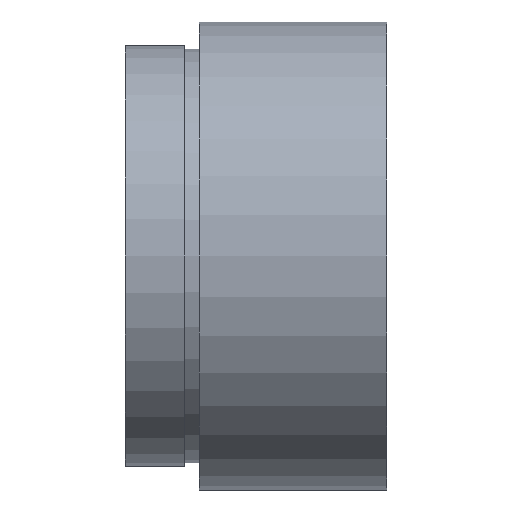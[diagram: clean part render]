
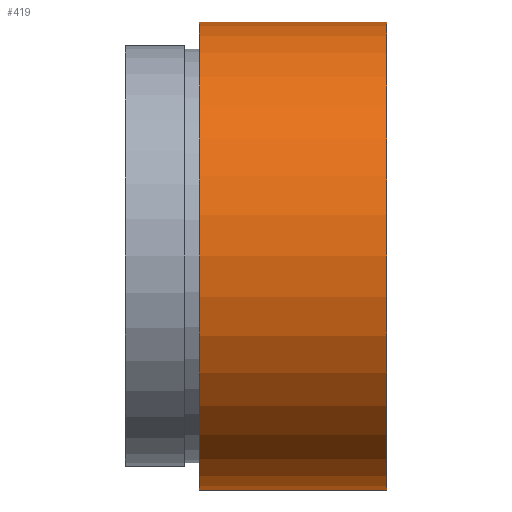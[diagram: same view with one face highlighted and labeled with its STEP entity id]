
A CAD part, left-side view. The second image highlights one B-rep face of the part: STEP entity #419.
In plain terms, the highlighted cylindrical face has radius 15.85 mm (diameter 31.7 mm), a partial arc.
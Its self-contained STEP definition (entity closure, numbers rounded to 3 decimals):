
#9 = ORIENTED_EDGE ( 'NONE', *, *, #73, .T. ) ;
#37 = VERTEX_POINT ( 'NONE', #383 ) ;
#38 = DIRECTION ( 'NONE',  ( 0., 1., 0. ) ) ;
#50 = DIRECTION ( 'NONE',  ( 0., 1., 0. ) ) ;
#57 = CIRCLE ( 'NONE', #150, 15.85 ) ;
#61 = ORIENTED_EDGE ( 'NONE', *, *, #608, .F. ) ;
#73 = EDGE_CURVE ( 'NONE', #465, #189, #563, .T. ) ;
#74 = FACE_OUTER_BOUND ( 'NONE', #324, .T. ) ;
#94 = DIRECTION ( 'NONE',  ( 0., 0., 1. ) ) ;
#108 = LINE ( 'NONE', #283, #318 ) ;
#122 = ORIENTED_EDGE ( 'NONE', *, *, #223, .T. ) ;
#139 = CARTESIAN_POINT ( 'NONE',  ( 0., 0., -15.85 ) ) ;
#150 = AXIS2_PLACEMENT_3D ( 'NONE', #548, #257, #94 ) ;
#177 = CARTESIAN_POINT ( 'NONE',  ( 0., 161.376, 0. ) ) ;
#189 = VERTEX_POINT ( 'NONE', #585 ) ;
#223 = EDGE_CURVE ( 'NONE', #189, #37, #556, .T. ) ;
#230 = DIRECTION ( 'NONE',  ( 0., 0., 1. ) ) ;
#232 = AXIS2_PLACEMENT_3D ( 'NONE', #235, #479, #612 ) ;
#235 = CARTESIAN_POINT ( 'NONE',  ( 0., 0., 0. ) ) ;
#257 = DIRECTION ( 'NONE',  ( 0., 1., 0. ) ) ;
#283 = CARTESIAN_POINT ( 'NONE',  ( 0., 161.376, -15.85 ) ) ;
#304 = CARTESIAN_POINT ( 'NONE',  ( 0., 161.376, 15.85 ) ) ;
#318 = VECTOR ( 'NONE', #38, 1000. ) ;
#324 = EDGE_LOOP ( 'NONE', ( #391, #9, #122, #61 ) ) ;
#362 = AXIS2_PLACEMENT_3D ( 'NONE', #177, #525, #230 ) ;
#383 = CARTESIAN_POINT ( 'NONE',  ( 0., 12.7, 15.85 ) ) ;
#385 = EDGE_CURVE ( 'NONE', #465, #509, #108, .T. ) ;
#391 = ORIENTED_EDGE ( 'NONE', *, *, #385, .F. ) ;
#419 = ADVANCED_FACE ( 'NONE', ( #74 ), #605, .T. ) ;
#427 = VECTOR ( 'NONE', #50, 1000. ) ;
#465 = VERTEX_POINT ( 'NONE', #139 ) ;
#479 = DIRECTION ( 'NONE',  ( 0., 1., 0. ) ) ;
#509 = VERTEX_POINT ( 'NONE', #623 ) ;
#525 = DIRECTION ( 'NONE',  ( 0., 1., 0. ) ) ;
#548 = CARTESIAN_POINT ( 'NONE',  ( 0., 12.7, 0. ) ) ;
#556 = LINE ( 'NONE', #304, #427 ) ;
#563 = CIRCLE ( 'NONE', #232, 15.85 ) ;
#585 = CARTESIAN_POINT ( 'NONE',  ( 0., 0., 15.85 ) ) ;
#605 = CYLINDRICAL_SURFACE ( 'NONE', #362, 15.85 ) ;
#608 = EDGE_CURVE ( 'NONE', #509, #37, #57, .T. ) ;
#612 = DIRECTION ( 'NONE',  ( 0., 0., 1. ) ) ;
#623 = CARTESIAN_POINT ( 'NONE',  ( 0., 12.7, -15.85 ) ) ;
